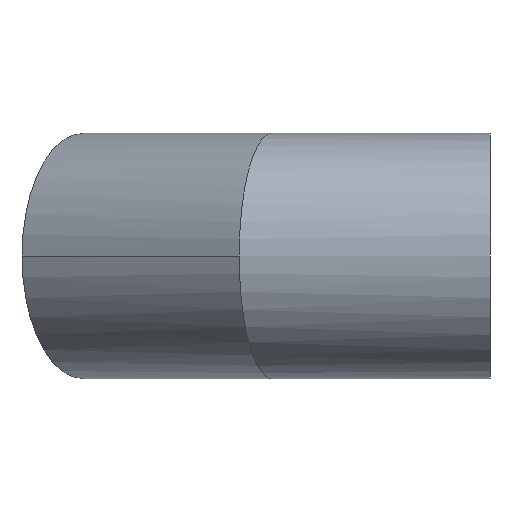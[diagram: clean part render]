
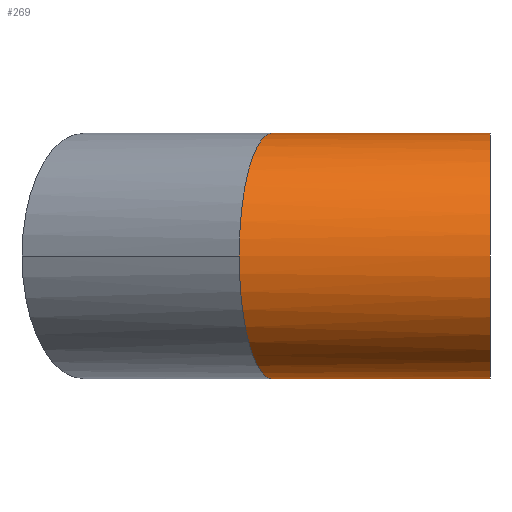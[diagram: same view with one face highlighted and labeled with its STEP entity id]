
A CAD part, left-side view. The second image highlights one B-rep face of the part: STEP entity #269.
In plain terms, the highlighted cylindrical face has radius 112.5 mm (diameter 225 mm), a partial arc.
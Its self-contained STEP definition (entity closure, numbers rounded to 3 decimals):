
#4 = CARTESIAN_POINT ( 'NONE',  ( 0., 0., -112.5 ) ) ;
#12 = ORIENTED_EDGE ( 'NONE', *, *, #197, .T. ) ;
#17 = EDGE_CURVE ( 'NONE', #354, #177, #98, .T. ) ;
#22 = CARTESIAN_POINT ( 'NONE',  ( -112.5, 230.034, 65.901 ) ) ;
#27 = VERTEX_POINT ( 'NONE', #146 ) ;
#31 = ORIENTED_EDGE ( 'NONE', *, *, #17, .F. ) ;
#32 =( BOUNDED_CURVE ( )  B_SPLINE_CURVE ( 3, ( #169, #204, #155, #244 ),
 .UNSPECIFIED., .F., .T. ) 
 B_SPLINE_CURVE_WITH_KNOTS ( ( 4, 4 ),
 ( 0., 1.571 ),
 .UNSPECIFIED. ) 
 CURVE ( )  GEOMETRIC_REPRESENTATION_ITEM ( )  RATIONAL_B_SPLINE_CURVE ( ( 1., 0.805, 0.805, 1. ) ) 
 REPRESENTATION_ITEM ( '' )  );
#43 = CARTESIAN_POINT ( 'NONE',  ( 0., 199.89, 112.5 ) ) ;
#45 = CYLINDRICAL_SURFACE ( 'NONE', #224, 112.5 ) ;
#46 = CIRCLE ( 'NONE', #69, 112.5 ) ;
#48 = CARTESIAN_POINT ( 'NONE',  ( -112.5, 230.034, 0. ) ) ;
#49 = EDGE_CURVE ( 'NONE', #27, #177, #32, .T. ) ;
#61 = VECTOR ( 'NONE', #208, 1000. ) ;
#69 = AXIS2_PLACEMENT_3D ( 'NONE', #222, #340, #308 ) ;
#77 = EDGE_LOOP ( 'NONE', ( #31, #104, #266, #12, #217 ) ) ;
#93 = VERTEX_POINT ( 'NONE', #241 ) ;
#98 = LINE ( 'NONE', #356, #61 ) ;
#104 = ORIENTED_EDGE ( 'NONE', *, *, #254, .T. ) ;
#111 = CARTESIAN_POINT ( 'NONE',  ( 0., 199.89, -112.5 ) ) ;
#113 = DIRECTION ( 'NONE',  ( 0., 0., 1. ) ) ;
#133 = DIRECTION ( 'NONE',  ( 0., 1., 0. ) ) ;
#138 =( BOUNDED_CURVE ( )  B_SPLINE_CURVE ( 3, ( #225, #249, #22, #48 ),
 .UNSPECIFIED., .F., .T. ) 
 B_SPLINE_CURVE_WITH_KNOTS ( ( 4, 4 ),
 ( 4.712, 6.283 ),
 .UNSPECIFIED. ) 
 CURVE ( )  GEOMETRIC_REPRESENTATION_ITEM ( )  RATIONAL_B_SPLINE_CURVE ( ( 1., 0.805, 0.805, 1. ) ) 
 REPRESENTATION_ITEM ( '' )  );
#146 = CARTESIAN_POINT ( 'NONE',  ( -112.5, 230.034, 0. ) ) ;
#153 = VERTEX_POINT ( 'NONE', #43 ) ;
#155 = CARTESIAN_POINT ( 'NONE',  ( -65.901, 217.548, -112.5 ) ) ;
#168 = DIRECTION ( 'NONE',  ( 0., 1., 0. ) ) ;
#169 = CARTESIAN_POINT ( 'NONE',  ( -112.5, 230.034, 0. ) ) ;
#177 = VERTEX_POINT ( 'NONE', #111 ) ;
#197 = EDGE_CURVE ( 'NONE', #153, #27, #138, .T. ) ;
#204 = CARTESIAN_POINT ( 'NONE',  ( -112.5, 230.034, -65.901 ) ) ;
#208 = DIRECTION ( 'NONE',  ( 0., 1., 0. ) ) ;
#217 = ORIENTED_EDGE ( 'NONE', *, *, #49, .T. ) ;
#222 = CARTESIAN_POINT ( 'NONE',  ( 0., 0., 0. ) ) ;
#224 = AXIS2_PLACEMENT_3D ( 'NONE', #278, #168, #113 ) ;
#225 = CARTESIAN_POINT ( 'NONE',  ( 0., 199.89, 112.5 ) ) ;
#238 = LINE ( 'NONE', #361, #370 ) ;
#241 = CARTESIAN_POINT ( 'NONE',  ( 0., 0., 112.5 ) ) ;
#244 = CARTESIAN_POINT ( 'NONE',  ( 0., 199.89, -112.5 ) ) ;
#249 = CARTESIAN_POINT ( 'NONE',  ( -65.901, 217.548, 112.5 ) ) ;
#254 = EDGE_CURVE ( 'NONE', #354, #93, #46, .T. ) ;
#266 = ORIENTED_EDGE ( 'NONE', *, *, #326, .T. ) ;
#269 = ADVANCED_FACE ( 'NONE', ( #277 ), #45, .T. ) ;
#277 = FACE_OUTER_BOUND ( 'NONE', #77, .T. ) ;
#278 = CARTESIAN_POINT ( 'NONE',  ( 0., 0., 0. ) ) ;
#308 = DIRECTION ( 'NONE',  ( 0., 0., 1. ) ) ;
#326 = EDGE_CURVE ( 'NONE', #93, #153, #238, .T. ) ;
#340 = DIRECTION ( 'NONE',  ( 0., 1., 0. ) ) ;
#354 = VERTEX_POINT ( 'NONE', #4 ) ;
#356 = CARTESIAN_POINT ( 'NONE',  ( 0., 0., -112.5 ) ) ;
#361 = CARTESIAN_POINT ( 'NONE',  ( 0., 0., 112.5 ) ) ;
#370 = VECTOR ( 'NONE', #133, 1000. ) ;
